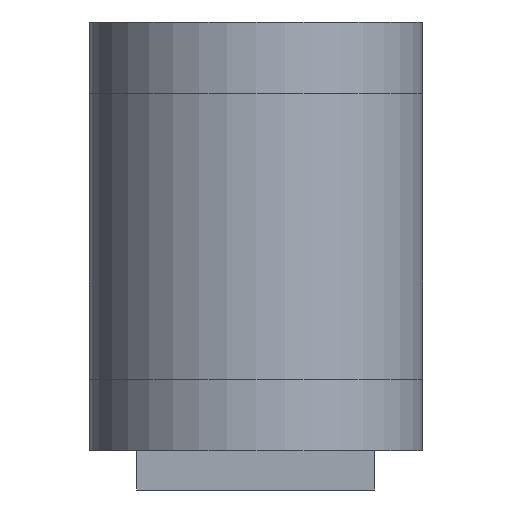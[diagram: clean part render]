
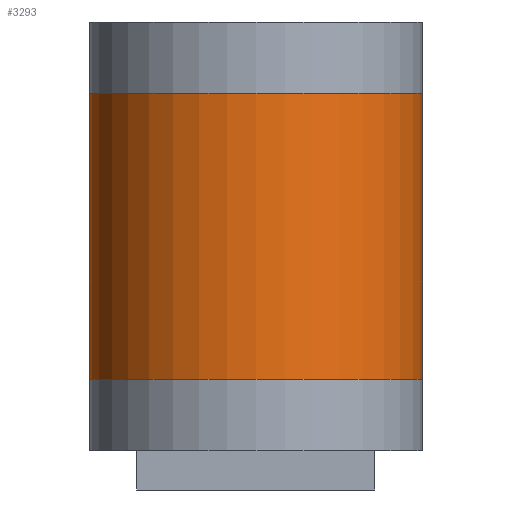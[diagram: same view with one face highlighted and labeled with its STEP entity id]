
A CAD part, left-side view. The second image highlights one B-rep face of the part: STEP entity #3293.
In plain terms, the highlighted cylindrical face has radius 14 mm (diameter 28 mm), a full revolution.
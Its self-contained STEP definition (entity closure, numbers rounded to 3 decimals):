
#3293 = ADVANCED_FACE('',(#3294),#3308,.T.);
#3294 = FACE_BOUND('',#3295,.T.);
#3295 = EDGE_LOOP('',(#3296,#3326,#3356,#3357));
#3296 = ORIENTED_EDGE('',*,*,#3297,.F.);
#3297 = EDGE_CURVE('',#3298,#3300,#3302,.T.);
#3298 = VERTEX_POINT('',#3299);
#3299 = CARTESIAN_POINT('',(14.,0.,0.));
#3300 = VERTEX_POINT('',#3301);
#3301 = CARTESIAN_POINT('',(14.,0.,24.));
#3302 = SEAM_CURVE('',#3303,(#3307,#3319),.PCURVE_S1.);
#3303 = LINE('',#3304,#3305);
#3304 = CARTESIAN_POINT('',(14.,0.,0.));
#3305 = VECTOR('',#3306,1.);
#3306 = DIRECTION('',(0.,0.,1.));
#3307 = PCURVE('',#3308,#3313);
#3308 = CYLINDRICAL_SURFACE('',#3309,14.);
#3309 = AXIS2_PLACEMENT_3D('',#3310,#3311,#3312);
#3310 = CARTESIAN_POINT('',(0.,0.,0.));
#3311 = DIRECTION('',(0.,0.,-1.));
#3312 = DIRECTION('',(1.,0.,0.));
#3313 = DEFINITIONAL_REPRESENTATION('',(#3314),#3318);
#3314 = LINE('',#3315,#3316);
#3315 = CARTESIAN_POINT('',(6.283,0.));
#3316 = VECTOR('',#3317,1.);
#3317 = DIRECTION('',(0.,-1.));
#3318 = ( GEOMETRIC_REPRESENTATION_CONTEXT(2) 
PARAMETRIC_REPRESENTATION_CONTEXT() REPRESENTATION_CONTEXT('2D SPACE',''
  ) );
#3319 = PCURVE('',#3308,#3320);
#3320 = DEFINITIONAL_REPRESENTATION('',(#3321),#3325);
#3321 = LINE('',#3322,#3323);
#3322 = CARTESIAN_POINT('',(0.,0.));
#3323 = VECTOR('',#3324,1.);
#3324 = DIRECTION('',(0.,-1.));
#3325 = ( GEOMETRIC_REPRESENTATION_CONTEXT(2) 
PARAMETRIC_REPRESENTATION_CONTEXT() REPRESENTATION_CONTEXT('2D SPACE',''
  ) );
#3326 = ORIENTED_EDGE('',*,*,#3327,.T.);
#3327 = EDGE_CURVE('',#3298,#3298,#3328,.T.);
#3328 = SURFACE_CURVE('',#3329,(#3334,#3340),.PCURVE_S1.);
#3329 = CIRCLE('',#3330,14.);
#3330 = AXIS2_PLACEMENT_3D('',#3331,#3332,#3333);
#3331 = CARTESIAN_POINT('',(0.,0.,0.));
#3332 = DIRECTION('',(0.,0.,1.));
#3333 = DIRECTION('',(1.,0.,0.));
#3334 = PCURVE('',#3308,#3335);
#3335 = DEFINITIONAL_REPRESENTATION('',(#3336),#3339);
#3336 = B_SPLINE_CURVE_WITH_KNOTS('',1,(#3337,#3338),.UNSPECIFIED.,.F.,
  .F.,(2,2),(0.,6.283),.PIECEWISE_BEZIER_KNOTS.);
#3337 = CARTESIAN_POINT('',(6.283,0.));
#3338 = CARTESIAN_POINT('',(0.,0.));
#3339 = ( GEOMETRIC_REPRESENTATION_CONTEXT(2) 
PARAMETRIC_REPRESENTATION_CONTEXT() REPRESENTATION_CONTEXT('2D SPACE',''
  ) );
#3340 = PCURVE('',#3341,#3346);
#3341 = PLANE('',#3342);
#3342 = AXIS2_PLACEMENT_3D('',#3343,#3344,#3345);
#3343 = CARTESIAN_POINT('',(14.,0.,0.));
#3344 = DIRECTION('',(0.,0.,-1.));
#3345 = DIRECTION('',(-1.,0.,0.));
#3346 = DEFINITIONAL_REPRESENTATION('',(#3347),#3355);
#3347 = ( BOUNDED_CURVE() B_SPLINE_CURVE(2,(#3348,#3349,#3350,#3351,
#3352,#3353,#3354),.UNSPECIFIED.,.F.,.F.) B_SPLINE_CURVE_WITH_KNOTS((1,2
    ,2,2,2,1),(-2.094,0.,2.094,4.189,
6.283,8.378),.UNSPECIFIED.) CURVE() 
GEOMETRIC_REPRESENTATION_ITEM() RATIONAL_B_SPLINE_CURVE((1.,0.5,1.,0.5,
1.,0.5,1.)) REPRESENTATION_ITEM('') );
#3348 = CARTESIAN_POINT('',(0.,0.));
#3349 = CARTESIAN_POINT('',(0.,24.249));
#3350 = CARTESIAN_POINT('',(21.,12.124));
#3351 = CARTESIAN_POINT('',(42.,0.));
#3352 = CARTESIAN_POINT('',(21.,-12.124));
#3353 = CARTESIAN_POINT('',(0.,-24.249));
#3354 = CARTESIAN_POINT('',(0.,0.));
#3355 = ( GEOMETRIC_REPRESENTATION_CONTEXT(2) 
PARAMETRIC_REPRESENTATION_CONTEXT() REPRESENTATION_CONTEXT('2D SPACE',''
  ) );
#3356 = ORIENTED_EDGE('',*,*,#3297,.T.);
#3357 = ORIENTED_EDGE('',*,*,#3358,.F.);
#3358 = EDGE_CURVE('',#3300,#3300,#3359,.T.);
#3359 = SURFACE_CURVE('',#3360,(#3365,#3371),.PCURVE_S1.);
#3360 = CIRCLE('',#3361,14.);
#3361 = AXIS2_PLACEMENT_3D('',#3362,#3363,#3364);
#3362 = CARTESIAN_POINT('',(0.,0.,24.));
#3363 = DIRECTION('',(0.,0.,1.));
#3364 = DIRECTION('',(1.,0.,0.));
#3365 = PCURVE('',#3308,#3366);
#3366 = DEFINITIONAL_REPRESENTATION('',(#3367),#3370);
#3367 = B_SPLINE_CURVE_WITH_KNOTS('',1,(#3368,#3369),.UNSPECIFIED.,.F.,
  .F.,(2,2),(0.,6.283),.PIECEWISE_BEZIER_KNOTS.);
#3368 = CARTESIAN_POINT('',(6.283,-24.));
#3369 = CARTESIAN_POINT('',(0.,-24.));
#3370 = ( GEOMETRIC_REPRESENTATION_CONTEXT(2) 
PARAMETRIC_REPRESENTATION_CONTEXT() REPRESENTATION_CONTEXT('2D SPACE',''
  ) );
#3371 = PCURVE('',#3372,#3377);
#3372 = PLANE('',#3373);
#3373 = AXIS2_PLACEMENT_3D('',#3374,#3375,#3376);
#3374 = CARTESIAN_POINT('',(14.,0.,24.));
#3375 = DIRECTION('',(0.,0.,-1.));
#3376 = DIRECTION('',(-1.,0.,0.));
#3377 = DEFINITIONAL_REPRESENTATION('',(#3378),#3386);
#3378 = ( BOUNDED_CURVE() B_SPLINE_CURVE(2,(#3379,#3380,#3381,#3382,
#3383,#3384,#3385),.UNSPECIFIED.,.F.,.F.) B_SPLINE_CURVE_WITH_KNOTS((1,2
    ,2,2,2,1),(-2.094,0.,2.094,4.189,
6.283,8.378),.UNSPECIFIED.) CURVE() 
GEOMETRIC_REPRESENTATION_ITEM() RATIONAL_B_SPLINE_CURVE((1.,0.5,1.,0.5,
1.,0.5,1.)) REPRESENTATION_ITEM('') );
#3379 = CARTESIAN_POINT('',(0.,0.));
#3380 = CARTESIAN_POINT('',(0.,24.249));
#3381 = CARTESIAN_POINT('',(21.,12.124));
#3382 = CARTESIAN_POINT('',(42.,0.));
#3383 = CARTESIAN_POINT('',(21.,-12.124));
#3384 = CARTESIAN_POINT('',(0.,-24.249));
#3385 = CARTESIAN_POINT('',(0.,0.));
#3386 = ( GEOMETRIC_REPRESENTATION_CONTEXT(2) 
PARAMETRIC_REPRESENTATION_CONTEXT() REPRESENTATION_CONTEXT('2D SPACE',''
  ) );
